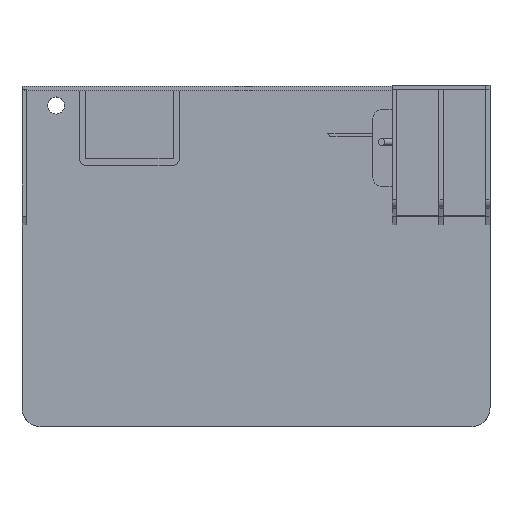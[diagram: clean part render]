
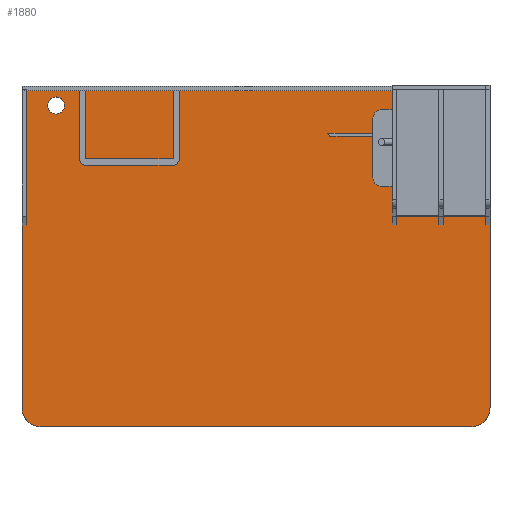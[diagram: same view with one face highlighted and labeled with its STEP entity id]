
A CAD part, top view. The second image highlights one B-rep face of the part: STEP entity #1880.
In plain terms, the highlighted planar face has unit normal (0, 0, 1).
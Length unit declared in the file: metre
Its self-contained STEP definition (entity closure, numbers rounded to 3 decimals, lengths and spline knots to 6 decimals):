
#29=LINE('',#3002,#252);
#32=LINE('',#3008,#255);
#36=LINE('',#3016,#259);
#38=LINE('',#3020,#261);
#40=LINE('',#3026,#263);
#41=LINE('',#3029,#264);
#42=LINE('',#3031,#265);
#43=LINE('',#3033,#266);
#252=VECTOR('',#2420,1.);
#255=VECTOR('',#2425,1.);
#259=VECTOR('',#2431,1.);
#261=VECTOR('',#2435,1.);
#263=VECTOR('',#2441,1.);
#264=VECTOR('',#2442,1.);
#265=VECTOR('',#2443,1.);
#266=VECTOR('',#2444,1.);
#502=PLANE('',#2210);
#647=ORIENTED_EDGE('',*,*,#1155,.T.);
#648=ORIENTED_EDGE('',*,*,#1156,.F.);
#649=ORIENTED_EDGE('',*,*,#1157,.F.);
#650=ORIENTED_EDGE('',*,*,#1158,.T.);
#651=ORIENTED_EDGE('',*,*,#1159,.F.);
#652=ORIENTED_EDGE('',*,*,#1153,.F.);
#653=ORIENTED_EDGE('',*,*,#1160,.T.);
#654=ORIENTED_EDGE('',*,*,#1144,.F.);
#655=ORIENTED_EDGE('',*,*,#1147,.T.);
#656=ORIENTED_EDGE('',*,*,#1151,.T.);
#657=ORIENTED_EDGE('',*,*,#1161,.T.);
#1144=EDGE_CURVE('',#1400,#1401,#29,.T.);
#1147=EDGE_CURVE('',#1400,#1402,#32,.T.);
#1151=EDGE_CURVE('',#1402,#1405,#36,.T.);
#1153=EDGE_CURVE('',#1406,#1407,#38,.T.);
#1155=EDGE_CURVE('',#1408,#1408,#1562,.F.);
#1156=EDGE_CURVE('',#1409,#1410,#40,.T.);
#1157=EDGE_CURVE('',#1411,#1409,#41,.T.);
#1158=EDGE_CURVE('',#1411,#1412,#42,.F.);
#1159=EDGE_CURVE('',#1410,#1412,#43,.T.);
#1160=EDGE_CURVE('',#1406,#1401,#1563,.T.);
#1161=EDGE_CURVE('',#1405,#1407,#1564,.T.);
#1400=VERTEX_POINT('',#3001);
#1401=VERTEX_POINT('',#3003);
#1402=VERTEX_POINT('',#3007);
#1405=VERTEX_POINT('',#3015);
#1406=VERTEX_POINT('',#3019);
#1407=VERTEX_POINT('',#3021);
#1408=VERTEX_POINT('',#3025);
#1409=VERTEX_POINT('',#3027);
#1410=VERTEX_POINT('',#3028);
#1411=VERTEX_POINT('',#3030);
#1412=VERTEX_POINT('',#3032);
#1562=CIRCLE('',#2211,0.02);
#1563=CIRCLE('',#2212,0.045);
#1564=CIRCLE('',#2213,0.045);
#1600=EDGE_LOOP('',(#647));
#1601=EDGE_LOOP('',(#648,#649,#650,#651));
#1602=EDGE_LOOP('',(#652,#653,#654,#655,#656,#657));
#1733=FACE_BOUND('',#1600,.T.);
#1734=FACE_BOUND('',#1601,.T.);
#1735=FACE_BOUND('',#1602,.T.);
#1880=ADVANCED_FACE('',(#1733,#1734,#1735),#502,.T.);
#2210=AXIS2_PLACEMENT_3D('',#3023,#2437,#2438);
#2211=AXIS2_PLACEMENT_3D('',#3024,#2439,#2440);
#2212=AXIS2_PLACEMENT_3D('',#3034,#2445,#2446);
#2213=AXIS2_PLACEMENT_3D('',#3035,#2447,#2448);
#2420=DIRECTION('',(0.,-1.,0.));
#2425=DIRECTION('',(-1.,0.,0.));
#2431=DIRECTION('',(0.,-1.,0.));
#2435=DIRECTION('',(-1.,0.,0.));
#2437=DIRECTION('',(0.,0.,1.));
#2438=DIRECTION('',(1.,0.,0.));
#2439=DIRECTION('',(0.,0.,1.));
#2440=DIRECTION('',(1.,0.,0.));
#2441=DIRECTION('',(0.,1.,0.));
#2442=DIRECTION('',(1.,0.,0.));
#2443=DIRECTION('',(0.53,-0.848,0.));
#2444=DIRECTION('',(-1.,0.,0.));
#2445=DIRECTION('',(0.,0.,1.));
#2446=DIRECTION('',(1.,0.,0.));
#2447=DIRECTION('',(0.,0.,1.));
#2448=DIRECTION('',(1.,0.,0.));
#3001=CARTESIAN_POINT('',(0.55,0.4,0.01));
#3002=CARTESIAN_POINT('',(0.55,0.,0.01));
#3003=CARTESIAN_POINT('',(0.55,-0.355,0.01));
#3007=CARTESIAN_POINT('',(-0.55,0.4,0.01));
#3008=CARTESIAN_POINT('',(0.,0.4,0.01));
#3015=CARTESIAN_POINT('',(-0.55,-0.355,0.01));
#3016=CARTESIAN_POINT('',(-0.55,0.,0.01));
#3019=CARTESIAN_POINT('',(0.505,-0.4,0.01));
#3020=CARTESIAN_POINT('',(0.,-0.4,0.01));
#3021=CARTESIAN_POINT('',(-0.505,-0.4,0.01));
#3023=CARTESIAN_POINT('',(0.,0.,0.01));
#3024=CARTESIAN_POINT('',(-0.47,0.355199,0.01));
#3025=CARTESIAN_POINT('',(-0.45,0.355199,0.01));
#3026=CARTESIAN_POINT('',(0.318752,0.28625,0.01));
#3027=CARTESIAN_POINT('',(0.318752,0.2825,0.01));
#3028=CARTESIAN_POINT('',(0.318752,0.29,0.01));
#3029=CARTESIAN_POINT('',(0.243752,0.2825,0.01));
#3030=CARTESIAN_POINT('',(0.173752,0.2825,0.01));
#3031=CARTESIAN_POINT('',(0.173752,0.2825,0.01));
#3032=CARTESIAN_POINT('',(0.169065,0.29,0.01));
#3033=CARTESIAN_POINT('',(0.243752,0.29,0.01));
#3034=CARTESIAN_POINT('',(0.505,-0.355,0.01));
#3035=CARTESIAN_POINT('',(-0.505,-0.355,0.01));
